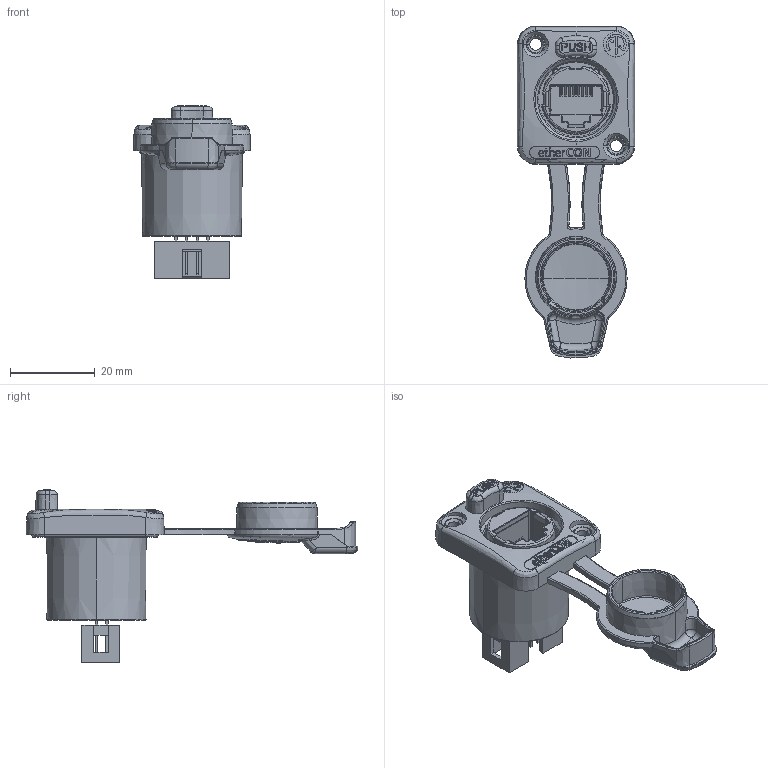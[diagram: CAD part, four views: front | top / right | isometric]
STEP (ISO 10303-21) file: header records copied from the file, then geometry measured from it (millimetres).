
FILE_DESCRIPTION((''),'2;1');
FILE_NAME('30010424','2023-04-11T08:45:50',('SYSTEM'),(''),'CREO PARAMETRIC BY PTC INC, 2021184','CREO PARAMETRIC BY PTC INC, 2021184','');
FILE_SCHEMA(('CONFIG_CONTROL_DESIGN'));
Length unit declared in the file: millimetre
Products named in the file (1): 30010424
Bounding box: 27.7 x 78.51 x 40.8 mm (x, y, z)
Volume: 13923.5 mm3; surface area: 10637.7 mm2
Topology: 6 solids, 14 shells, 1442 faces, 4023 edges, 2642 vertices
Faces by surface type: plane 599, extrusion 233, bspline 192, cylinder 175, cone 113, torus 89, sphere 41
Entity records: 60631 total; most frequent: CARTESIAN_POINT 26354, ORIENTED_EDGE 8002, DIRECTION 5633, EDGE_CURVE 4001, VERTEX_POINT 2642, VECTOR 1975, AXIS2_PLACEMENT_3D 1829, LINE 1742
